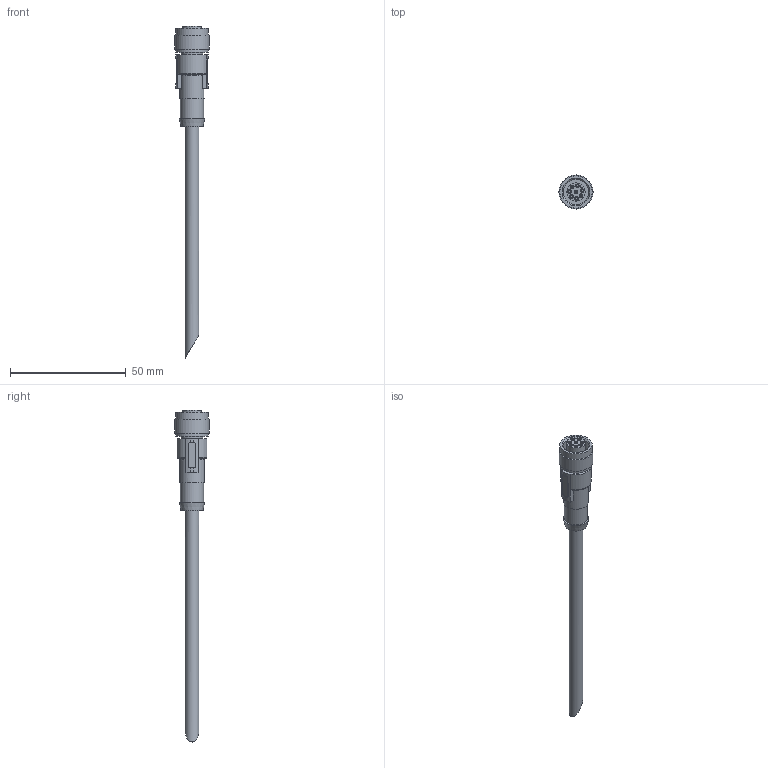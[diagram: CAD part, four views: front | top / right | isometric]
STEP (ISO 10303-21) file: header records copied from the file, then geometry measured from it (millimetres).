
FILE_DESCRIPTION(/* description */ ('STEP AP214'),/* implementation_level */ '2;1');
FILE_NAME(/* name */ '8094480_NEBC-M12G8-E-2-N-B-LE8',/* time_stamp */ '2024-09-10T07:38:27+02:00',/* author */ ('License CC BY-ND 4.0'),/* organization */ ('CADENAS'),/* preprocessor_version */ 'ST-DEVELOPER v19.3',/* originating_system */ 'PARTsolutions',/* authorisation */ ' ');
FILE_SCHEMA (('AUTOMOTIVE_DESIGN {1 0 10303 214 3 1 1}'));
Length unit declared in the file: millimetre
Products named in the file (2): 8094480 NEBC-M12G8-E-2-N-B-LE8; 8094480 NEBC-M12G8-E-2-N-B-LE8---(P1)
Assembly tree (1 placements, depth 2):
  8094480 NEBC-M12G8-E-2-N-B-LE8
    8094480 NEBC-M12G8-E-2-N-B-LE8---(P1)
Bounding box: 14.7 x 14.7 x 143.5 mm (x, y, z)
Volume: 7204.5 mm3; surface area: 4652.7 mm2
Topology: 1 solids, 1 shells, 105 faces, 242 edges, 163 vertices
Faces by surface type: plane 54, cylinder 44, torus 4, cone 3
Full cylindrical faces by diameter (mm): 0.9 x8, 1.6 x8, 6 x1, 9.3 x1, 10 x1, 10.6 x1, 10.917 x1, 14 x2, 14.7 x1
Entity records: 3595 total; most frequent: CARTESIAN_POINT 516, DIRECTION 502, ORIENTED_EDGE 412, EDGE_CURVE 206, AXIS2_PLACEMENT_3D 205, EDGE_LOOP 156, FACE_BOUND 156, VERTEX_POINT 154
